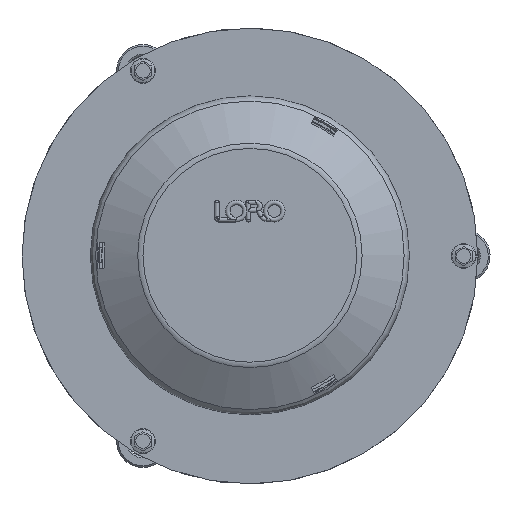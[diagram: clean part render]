
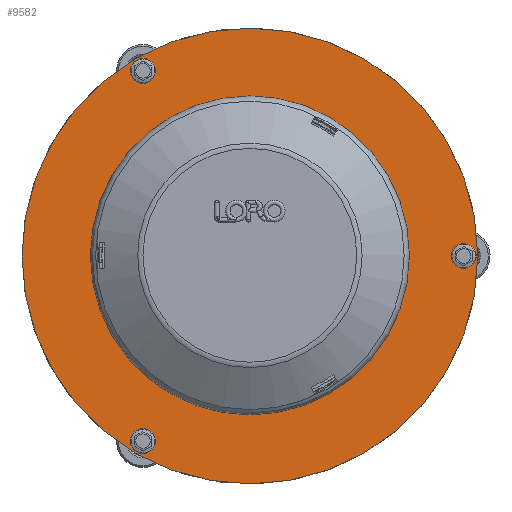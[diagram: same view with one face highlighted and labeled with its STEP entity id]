
A CAD part, top view. The second image highlights one B-rep face of the part: STEP entity #9582.
In plain terms, the highlighted planar face has unit normal (0, 0, 1).
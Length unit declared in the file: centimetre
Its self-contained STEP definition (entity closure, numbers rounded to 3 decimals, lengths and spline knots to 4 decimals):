
#1949=FACE_BOUND('',#2702,.T.);
#1950=FACE_BOUND('',#2703,.T.);
#1951=FACE_BOUND('',#2704,.T.);
#1952=FACE_BOUND('',#2705,.T.);
#2193=FACE_OUTER_BOUND('',#2701,.T.);
#2701=EDGE_LOOP('',(#6695));
#2702=EDGE_LOOP('',(#6696));
#2703=EDGE_LOOP('',(#6697));
#2704=EDGE_LOOP('',(#6698));
#2705=EDGE_LOOP('',(#6699));
#3318=CIRCLE('',#10167,4.);
#3320=CIRCLE('',#10170,4.);
#3322=CIRCLE('',#10173,4.);
#3325=CIRCLE('',#10177,84.5);
#3327=CIRCLE('',#10180,130.);
#3930=VERTEX_POINT('',#14566);
#3932=VERTEX_POINT('',#14572);
#3934=VERTEX_POINT('',#14578);
#3937=VERTEX_POINT('',#14586);
#3939=VERTEX_POINT('',#14592);
#4978=EDGE_CURVE('',#3930,#3930,#3318,.T.);
#4981=EDGE_CURVE('',#3932,#3932,#3320,.T.);
#4984=EDGE_CURVE('',#3934,#3934,#3322,.T.);
#4989=EDGE_CURVE('',#3937,#3937,#3325,.T.);
#4992=EDGE_CURVE('',#3939,#3939,#3327,.T.);
#6695=ORIENTED_EDGE('',*,*,#4992,.T.);
#6696=ORIENTED_EDGE('',*,*,#4989,.F.);
#6697=ORIENTED_EDGE('',*,*,#4978,.T.);
#6698=ORIENTED_EDGE('',*,*,#4981,.T.);
#6699=ORIENTED_EDGE('',*,*,#4984,.T.);
#9138=PLANE('',#10182);
#9582=ADVANCED_FACE('',(#2193,#1949,#1950,#1951,#1952),#9138,.T.);
#10167=AXIS2_PLACEMENT_3D('',#14567,#11545,#11546);
#10170=AXIS2_PLACEMENT_3D('',#14573,#11552,#11553);
#10173=AXIS2_PLACEMENT_3D('',#14579,#11559,#11560);
#10177=AXIS2_PLACEMENT_3D('',#14588,#11569,#11570);
#10180=AXIS2_PLACEMENT_3D('',#14594,#11576,#11577);
#10182=AXIS2_PLACEMENT_3D('',#14596,#11580,#11581);
#11545=DIRECTION('center_axis',(0.,0.,-1.));
#11546=DIRECTION('ref_axis',(-0.866,-0.5,0.));
#11552=DIRECTION('center_axis',(0.,0.,-1.));
#11553=DIRECTION('ref_axis',(0.5,-0.866,0.));
#11559=DIRECTION('center_axis',(0.,0.,-1.));
#11560=DIRECTION('ref_axis',(-0.5,0.866,0.));
#11569=DIRECTION('center_axis',(0.,0.,1.));
#11570=DIRECTION('ref_axis',(0.866,0.5,0.));
#11576=DIRECTION('center_axis',(0.,0.,1.));
#11577=DIRECTION('ref_axis',(0.866,0.5,0.));
#11580=DIRECTION('center_axis',(0.,0.,1.));
#11581=DIRECTION('ref_axis',(0.5,-0.866,0.));
#14566=CARTESIAN_POINT('',(125.4641,2.,25.5));
#14567=CARTESIAN_POINT('Origin',(122.,0.,25.5));
#14572=CARTESIAN_POINT('',(-63.,-102.191,25.5));
#14573=CARTESIAN_POINT('Origin',(-61.,-105.6551,25.5));
#14578=CARTESIAN_POINT('',(-59.,102.191,25.5));
#14579=CARTESIAN_POINT('Origin',(-61.,105.6551,25.5));
#14586=CARTESIAN_POINT('',(-73.1791,-42.25,25.5));
#14588=CARTESIAN_POINT('Origin',(0.,0.,25.5));
#14592=CARTESIAN_POINT('',(-112.5833,-65.,25.5));
#14594=CARTESIAN_POINT('Origin',(0.,0.,25.5));
#14596=CARTESIAN_POINT('Origin',(0.,0.,25.5));
